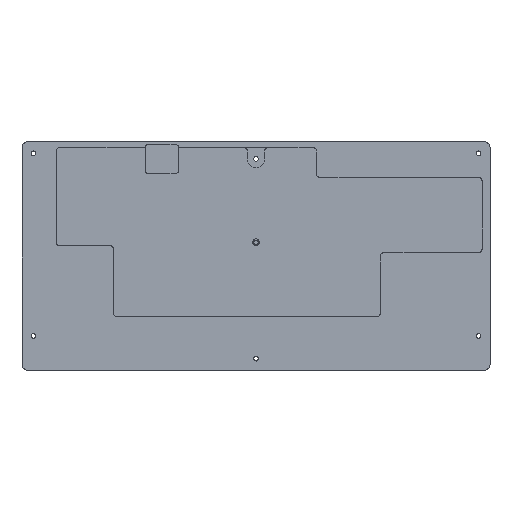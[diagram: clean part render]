
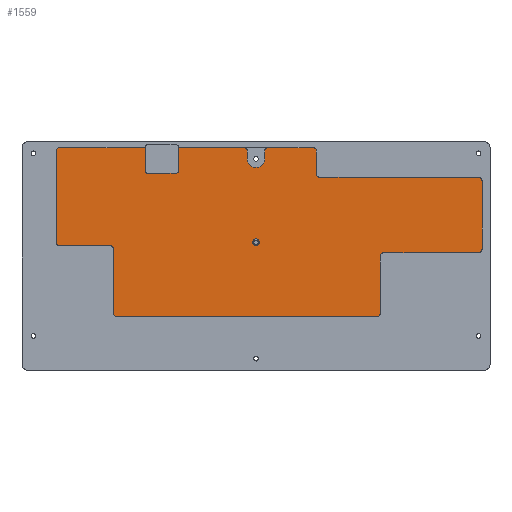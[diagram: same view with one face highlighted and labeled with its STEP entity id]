
A CAD part, top view. The second image highlights one B-rep face of the part: STEP entity #1559.
In plain terms, the highlighted planar face has unit normal (0, 0, 1).
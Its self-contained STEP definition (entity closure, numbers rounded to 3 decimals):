
#384 = VERTEX_POINT('',#385);
#385 = CARTESIAN_POINT('',(-97.,95.,-4.));
#432 = EDGE_CURVE('',#384,#433,#435,.T.);
#433 = VERTEX_POINT('',#434);
#434 = CARTESIAN_POINT('',(-172.,95.,-4.));
#435 = LINE('',#436,#437);
#436 = CARTESIAN_POINT('',(-97.,95.,-4.));
#437 = VECTOR('',#438,1.);
#438 = DIRECTION('',(-1.,0.,0.));
#530 = EDGE_CURVE('',#531,#433,#533,.T.);
#531 = VERTEX_POINT('',#532);
#532 = CARTESIAN_POINT('',(-175.,92.,-4.));
#533 = CIRCLE('',#534,3.);
#534 = AXIS2_PLACEMENT_3D('',#535,#536,#537);
#535 = CARTESIAN_POINT('',(-172.,92.,-4.));
#536 = DIRECTION('',(0.,0.,-1.));
#537 = DIRECTION('',(0.,1.,0.));
#580 = EDGE_CURVE('',#531,#581,#583,.T.);
#581 = VERTEX_POINT('',#582);
#582 = CARTESIAN_POINT('',(-175.,12.,-4.));
#583 = LINE('',#584,#585);
#584 = CARTESIAN_POINT('',(-175.,95.,-4.));
#585 = VECTOR('',#586,1.);
#586 = DIRECTION('',(0.,-1.,0.));
#604 = VERTEX_POINT('',#605);
#605 = CARTESIAN_POINT('',(-68.,95.,-4.));
#628 = VERTEX_POINT('',#629);
#629 = CARTESIAN_POINT('',(-172.,9.,-4.));
#635 = EDGE_CURVE('',#581,#628,#636,.T.);
#636 = CIRCLE('',#637,3.);
#637 = AXIS2_PLACEMENT_3D('',#638,#639,#640);
#638 = CARTESIAN_POINT('',(-172.,12.,-4.));
#639 = DIRECTION('',(0.,-0.,1.));
#640 = DIRECTION('',(0.,1.,0.));
#653 = VERTEX_POINT('',#654);
#654 = CARTESIAN_POINT('',(50.,95.,-4.));
#660 = EDGE_CURVE('',#653,#661,#663,.T.);
#661 = VERTEX_POINT('',#662);
#662 = CARTESIAN_POINT('',(10.5,95.,-4.));
#663 = LINE('',#664,#665);
#664 = CARTESIAN_POINT('',(53.,95.,-4.));
#665 = VECTOR('',#666,1.);
#666 = DIRECTION('',(-1.,0.,0.));
#701 = VERTEX_POINT('',#702);
#702 = CARTESIAN_POINT('',(-10.5,95.,-4.));
#708 = EDGE_CURVE('',#701,#604,#709,.T.);
#709 = LINE('',#710,#711);
#710 = CARTESIAN_POINT('',(53.,95.,-4.));
#711 = VECTOR('',#712,1.);
#712 = DIRECTION('',(-1.,0.,0.));
#725 = EDGE_CURVE('',#628,#726,#728,.T.);
#726 = VERTEX_POINT('',#727);
#727 = CARTESIAN_POINT('',(-128.,9.,-4.));
#728 = LINE('',#729,#730);
#729 = CARTESIAN_POINT('',(-175.,9.,-4.));
#730 = VECTOR('',#731,1.);
#731 = DIRECTION('',(1.,0.,0.));
#749 = VERTEX_POINT('',#750);
#750 = CARTESIAN_POINT('',(53.,92.,-4.));
#756 = EDGE_CURVE('',#653,#749,#757,.T.);
#757 = CIRCLE('',#758,3.);
#758 = AXIS2_PLACEMENT_3D('',#759,#760,#761);
#759 = CARTESIAN_POINT('',(50.,92.,-4.));
#760 = DIRECTION('',(0.,0.,-1.));
#761 = DIRECTION('',(0.,1.,0.));
#774 = VERTEX_POINT('',#775);
#775 = CARTESIAN_POINT('',(-125.,6.,-4.));
#781 = EDGE_CURVE('',#726,#774,#782,.T.);
#782 = CIRCLE('',#783,3.);
#783 = AXIS2_PLACEMENT_3D('',#784,#785,#786);
#784 = CARTESIAN_POINT('',(-128.,6.,-4.));
#785 = DIRECTION('',(0.,0.,-1.));
#786 = DIRECTION('',(0.,1.,0.));
#799 = VERTEX_POINT('',#800);
#800 = CARTESIAN_POINT('',(53.,72.,-4.));
#806 = EDGE_CURVE('',#799,#749,#807,.T.);
#807 = LINE('',#808,#809);
#808 = CARTESIAN_POINT('',(53.,69.,-4.));
#809 = VECTOR('',#810,1.);
#810 = DIRECTION('',(0.,1.,0.));
#823 = EDGE_CURVE('',#774,#824,#826,.T.);
#824 = VERTEX_POINT('',#825);
#825 = CARTESIAN_POINT('',(-125.,-50.,-4.));
#826 = LINE('',#827,#828);
#827 = CARTESIAN_POINT('',(-125.,9.,-4.));
#828 = VECTOR('',#829,1.);
#829 = DIRECTION('',(0.,-1.,0.));
#847 = VERTEX_POINT('',#848);
#848 = CARTESIAN_POINT('',(56.,69.,-4.));
#854 = EDGE_CURVE('',#799,#847,#855,.T.);
#855 = CIRCLE('',#856,3.);
#856 = AXIS2_PLACEMENT_3D('',#857,#858,#859);
#857 = CARTESIAN_POINT('',(56.,72.,-4.));
#858 = DIRECTION('',(0.,-0.,1.));
#859 = DIRECTION('',(0.,1.,0.));
#872 = VERTEX_POINT('',#873);
#873 = CARTESIAN_POINT('',(-122.,-53.,-4.));
#879 = EDGE_CURVE('',#824,#872,#880,.T.);
#880 = CIRCLE('',#881,3.);
#881 = AXIS2_PLACEMENT_3D('',#882,#883,#884);
#882 = CARTESIAN_POINT('',(-122.,-50.,-4.));
#883 = DIRECTION('',(0.,-0.,1.));
#884 = DIRECTION('',(0.,1.,0.));
#897 = VERTEX_POINT('',#898);
#898 = CARTESIAN_POINT('',(195.,69.,-4.));
#904 = EDGE_CURVE('',#897,#847,#905,.T.);
#905 = LINE('',#906,#907);
#906 = CARTESIAN_POINT('',(198.,69.,-4.));
#907 = VECTOR('',#908,1.);
#908 = DIRECTION('',(-1.,0.,0.));
#921 = EDGE_CURVE('',#872,#922,#924,.T.);
#922 = VERTEX_POINT('',#923);
#923 = CARTESIAN_POINT('',(106.,-53.,-4.));
#924 = LINE('',#925,#926);
#925 = CARTESIAN_POINT('',(-125.,-53.,-4.));
#926 = VECTOR('',#927,1.);
#927 = DIRECTION('',(1.,0.,0.));
#945 = EDGE_CURVE('',#946,#897,#948,.T.);
#946 = VERTEX_POINT('',#947);
#947 = CARTESIAN_POINT('',(198.,66.,-4.));
#948 = CIRCLE('',#949,3.);
#949 = AXIS2_PLACEMENT_3D('',#950,#951,#952);
#950 = CARTESIAN_POINT('',(195.,66.,-4.));
#951 = DIRECTION('',(0.,-0.,1.));
#952 = DIRECTION('',(0.,1.,0.));
#970 = VERTEX_POINT('',#971);
#971 = CARTESIAN_POINT('',(109.,-50.,-4.));
#977 = EDGE_CURVE('',#922,#970,#978,.T.);
#978 = CIRCLE('',#979,3.);
#979 = AXIS2_PLACEMENT_3D('',#980,#981,#982);
#980 = CARTESIAN_POINT('',(106.,-50.,-4.));
#981 = DIRECTION('',(0.,-0.,1.));
#982 = DIRECTION('',(0.,1.,0.));
#995 = VERTEX_POINT('',#996);
#996 = CARTESIAN_POINT('',(198.,6.,-4.));
#1002 = EDGE_CURVE('',#995,#946,#1003,.T.);
#1003 = LINE('',#1004,#1005);
#1004 = CARTESIAN_POINT('',(198.,3.,-4.));
#1005 = VECTOR('',#1006,1.);
#1006 = DIRECTION('',(0.,1.,0.));
#1019 = EDGE_CURVE('',#970,#1020,#1022,.T.);
#1020 = VERTEX_POINT('',#1021);
#1021 = CARTESIAN_POINT('',(109.,0.,-4.));
#1022 = LINE('',#1023,#1024);
#1023 = CARTESIAN_POINT('',(109.,-53.,-4.));
#1024 = VECTOR('',#1025,1.);
#1025 = DIRECTION('',(0.,1.,0.));
#1043 = EDGE_CURVE('',#1044,#995,#1046,.T.);
#1044 = VERTEX_POINT('',#1045);
#1045 = CARTESIAN_POINT('',(195.,3.,-4.));
#1046 = CIRCLE('',#1047,3.);
#1047 = AXIS2_PLACEMENT_3D('',#1048,#1049,#1050);
#1048 = CARTESIAN_POINT('',(195.,6.,-4.));
#1049 = DIRECTION('',(0.,-0.,1.));
#1050 = DIRECTION('',(0.,1.,0.));
#1068 = VERTEX_POINT('',#1069);
#1069 = CARTESIAN_POINT('',(112.,3.,-4.));
#1075 = EDGE_CURVE('',#1020,#1068,#1076,.T.);
#1076 = CIRCLE('',#1077,3.);
#1077 = AXIS2_PLACEMENT_3D('',#1078,#1079,#1080);
#1078 = CARTESIAN_POINT('',(112.,0.,-4.));
#1079 = DIRECTION('',(0.,0.,-1.));
#1080 = DIRECTION('',(0.,1.,0.));
#1093 = EDGE_CURVE('',#1068,#1044,#1094,.T.);
#1094 = LINE('',#1095,#1096);
#1095 = CARTESIAN_POINT('',(109.,3.,-4.));
#1096 = VECTOR('',#1097,1.);
#1097 = DIRECTION('',(1.,0.,0.));
#1499 = EDGE_CURVE('',#1500,#384,#1502,.T.);
#1500 = VERTEX_POINT('',#1501);
#1501 = CARTESIAN_POINT('',(-97.,74.5,-4.));
#1502 = LINE('',#1503,#1504);
#1503 = CARTESIAN_POINT('',(-97.,48.958,-4.));
#1504 = VECTOR('',#1505,1.);
#1505 = DIRECTION('',(0.,1.,0.));
#1559 = ADVANCED_FACE('',(#1560,#1658),#1669,.T.);
#1560 = FACE_BOUND('',#1561,.T.);
#1561 = EDGE_LOOP('',(#1562,#1563,#1564,#1565,#1566,#1567,#1568,#1569,
    #1570,#1571,#1572,#1573,#1574,#1575,#1576,#1577,#1578,#1579,#1580,
    #1581,#1582,#1583,#1584,#1593,#1601,#1610,#1618,#1625,#1626,#1634,
    #1643,#1651));
#1562 = ORIENTED_EDGE('',*,*,#1499,.T.);
#1563 = ORIENTED_EDGE('',*,*,#432,.T.);
#1564 = ORIENTED_EDGE('',*,*,#530,.F.);
#1565 = ORIENTED_EDGE('',*,*,#580,.T.);
#1566 = ORIENTED_EDGE('',*,*,#635,.T.);
#1567 = ORIENTED_EDGE('',*,*,#725,.T.);
#1568 = ORIENTED_EDGE('',*,*,#781,.T.);
#1569 = ORIENTED_EDGE('',*,*,#823,.T.);
#1570 = ORIENTED_EDGE('',*,*,#879,.T.);
#1571 = ORIENTED_EDGE('',*,*,#921,.T.);
#1572 = ORIENTED_EDGE('',*,*,#977,.T.);
#1573 = ORIENTED_EDGE('',*,*,#1019,.T.);
#1574 = ORIENTED_EDGE('',*,*,#1075,.T.);
#1575 = ORIENTED_EDGE('',*,*,#1093,.T.);
#1576 = ORIENTED_EDGE('',*,*,#1043,.T.);
#1577 = ORIENTED_EDGE('',*,*,#1002,.T.);
#1578 = ORIENTED_EDGE('',*,*,#945,.T.);
#1579 = ORIENTED_EDGE('',*,*,#904,.T.);
#1580 = ORIENTED_EDGE('',*,*,#854,.F.);
#1581 = ORIENTED_EDGE('',*,*,#806,.T.);
#1582 = ORIENTED_EDGE('',*,*,#756,.F.);
#1583 = ORIENTED_EDGE('',*,*,#660,.T.);
#1584 = ORIENTED_EDGE('',*,*,#1585,.T.);
#1585 = EDGE_CURVE('',#661,#1586,#1588,.T.);
#1586 = VERTEX_POINT('',#1587);
#1587 = CARTESIAN_POINT('',(7.5,92.,-4.));
#1588 = CIRCLE('',#1589,3.);
#1589 = AXIS2_PLACEMENT_3D('',#1590,#1591,#1592);
#1590 = CARTESIAN_POINT('',(10.5,92.,-4.));
#1591 = DIRECTION('',(-0.,0.,1.));
#1592 = DIRECTION('',(0.,-1.,0.));
#1593 = ORIENTED_EDGE('',*,*,#1594,.F.);
#1594 = EDGE_CURVE('',#1595,#1586,#1597,.T.);
#1595 = VERTEX_POINT('',#1596);
#1596 = CARTESIAN_POINT('',(7.5,85.,-4.));
#1597 = LINE('',#1598,#1599);
#1598 = CARTESIAN_POINT('',(7.5,85.,-4.));
#1599 = VECTOR('',#1600,1.);
#1600 = DIRECTION('',(0.,1.,0.));
#1601 = ORIENTED_EDGE('',*,*,#1602,.F.);
#1602 = EDGE_CURVE('',#1603,#1595,#1605,.T.);
#1603 = VERTEX_POINT('',#1604);
#1604 = CARTESIAN_POINT('',(-7.5,85.,-4.));
#1605 = CIRCLE('',#1606,7.5);
#1606 = AXIS2_PLACEMENT_3D('',#1607,#1608,#1609);
#1607 = CARTESIAN_POINT('',(0.,85.,-4.));
#1608 = DIRECTION('',(0.,0.,1.));
#1609 = DIRECTION('',(1.,0.,0.));
#1610 = ORIENTED_EDGE('',*,*,#1611,.F.);
#1611 = EDGE_CURVE('',#1612,#1603,#1614,.T.);
#1612 = VERTEX_POINT('',#1613);
#1613 = CARTESIAN_POINT('',(-7.5,92.,-4.));
#1614 = LINE('',#1615,#1616);
#1615 = CARTESIAN_POINT('',(-7.5,95.,-4.));
#1616 = VECTOR('',#1617,1.);
#1617 = DIRECTION('',(0.,-1.,0.));
#1618 = ORIENTED_EDGE('',*,*,#1619,.F.);
#1619 = EDGE_CURVE('',#701,#1612,#1620,.T.);
#1620 = CIRCLE('',#1621,3.);
#1621 = AXIS2_PLACEMENT_3D('',#1622,#1623,#1624);
#1622 = CARTESIAN_POINT('',(-10.5,92.,-4.));
#1623 = DIRECTION('',(-0.,-0.,-1.));
#1624 = DIRECTION('',(0.,-1.,0.));
#1625 = ORIENTED_EDGE('',*,*,#708,.T.);
#1626 = ORIENTED_EDGE('',*,*,#1627,.T.);
#1627 = EDGE_CURVE('',#604,#1628,#1630,.T.);
#1628 = VERTEX_POINT('',#1629);
#1629 = CARTESIAN_POINT('',(-68.,74.5,-4.));
#1630 = LINE('',#1631,#1632);
#1631 = CARTESIAN_POINT('',(-68.,61.458,-4.));
#1632 = VECTOR('',#1633,1.);
#1633 = DIRECTION('',(0.,-1.,0.));
#1634 = ORIENTED_EDGE('',*,*,#1635,.T.);
#1635 = EDGE_CURVE('',#1628,#1636,#1638,.T.);
#1636 = VERTEX_POINT('',#1637);
#1637 = CARTESIAN_POINT('',(-70.,72.5,-4.));
#1638 = CIRCLE('',#1639,2.);
#1639 = AXIS2_PLACEMENT_3D('',#1640,#1641,#1642);
#1640 = CARTESIAN_POINT('',(-70.,74.5,-4.));
#1641 = DIRECTION('',(0.,0.,-1.));
#1642 = DIRECTION('',(0.,1.,0.));
#1643 = ORIENTED_EDGE('',*,*,#1644,.T.);
#1644 = EDGE_CURVE('',#1636,#1645,#1647,.T.);
#1645 = VERTEX_POINT('',#1646);
#1646 = CARTESIAN_POINT('',(-95.,72.5,-4.));
#1647 = LINE('',#1648,#1649);
#1648 = CARTESIAN_POINT('',(-31.202,72.5,-4.));
#1649 = VECTOR('',#1650,1.);
#1650 = DIRECTION('',(-1.,0.,0.));
#1651 = ORIENTED_EDGE('',*,*,#1652,.F.);
#1652 = EDGE_CURVE('',#1500,#1645,#1653,.T.);
#1653 = CIRCLE('',#1654,2.);
#1654 = AXIS2_PLACEMENT_3D('',#1655,#1656,#1657);
#1655 = CARTESIAN_POINT('',(-95.,74.5,-4.));
#1656 = DIRECTION('',(0.,-0.,1.));
#1657 = DIRECTION('',(0.,1.,0.));
#1658 = FACE_BOUND('',#1659,.T.);
#1659 = EDGE_LOOP('',(#1660));
#1660 = ORIENTED_EDGE('',*,*,#1661,.F.);
#1661 = EDGE_CURVE('',#1662,#1662,#1664,.T.);
#1662 = VERTEX_POINT('',#1663);
#1663 = CARTESIAN_POINT('',(3.,12.,-4.));
#1664 = CIRCLE('',#1665,3.);
#1665 = AXIS2_PLACEMENT_3D('',#1666,#1667,#1668);
#1666 = CARTESIAN_POINT('',(0.,12.,-4.));
#1667 = DIRECTION('',(0.,0.,1.));
#1668 = DIRECTION('',(1.,0.,0.));
#1669 = PLANE('',#1670);
#1670 = AXIS2_PLACEMENT_3D('',#1671,#1672,#1673);
#1671 = CARTESIAN_POINT('',(5.595,25.416,-4.));
#1672 = DIRECTION('',(0.,0.,1.));
#1673 = DIRECTION('',(1.,0.,0.));
